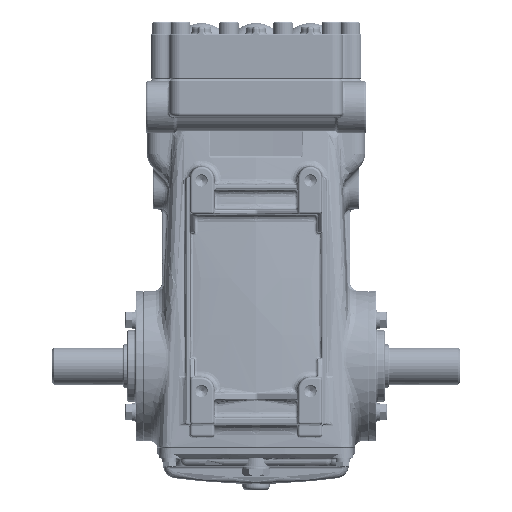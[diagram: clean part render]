
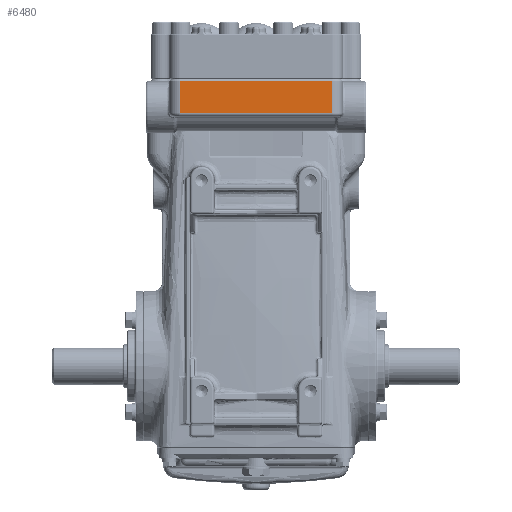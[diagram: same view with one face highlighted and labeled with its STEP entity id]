
A CAD part, front view. The second image highlights one B-rep face of the part: STEP entity #6480.
In plain terms, the highlighted planar face has unit normal (0, -1, 0).
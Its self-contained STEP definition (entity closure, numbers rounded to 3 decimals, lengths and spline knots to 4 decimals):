
#5974 = AXIS2_PLACEMENT_3D ( 'NONE', #14744, #213174, #103735 ) ;
#6480 = ADVANCED_FACE ( 'NONE', ( #102558 ), #197517, .T. ) ;
#8148 = EDGE_CURVE ( 'NONE', #118066, #117463, #169460, .T. ) ;
#14744 = CARTESIAN_POINT ( 'NONE',  ( 2.4016, -3.4252, 7.9331 ) ) ;
#16702 = DIRECTION ( 'NONE',  ( 1., 0., 0. ) ) ;
#20381 = CARTESIAN_POINT ( 'NONE',  ( 2.4016, -3.4252, 7.9331 ) ) ;
#31063 = ORIENTED_EDGE ( 'NONE', *, *, #229270, .T. ) ;
#32928 = EDGE_CURVE ( 'NONE', #63939, #117463, #53427, .T. ) ;
#39734 = CARTESIAN_POINT ( 'NONE',  ( 2.4016, -3.4252, 8.0512 ) ) ;
#43508 = VECTOR ( 'NONE', #16702, 39.3701 ) ;
#53427 = LINE ( 'NONE', #88352, #198992 ) ;
#57636 = LINE ( 'NONE', #20381, #160607 ) ;
#63939 = VERTEX_POINT ( 'NONE', #187990 ) ;
#88352 = CARTESIAN_POINT ( 'NONE',  ( -2.4016, -3.4252, 7.9331 ) ) ;
#102558 = FACE_OUTER_BOUND ( 'NONE', #206794, .T. ) ;
#103735 = DIRECTION ( 'NONE',  ( 0., 0., -1. ) ) ;
#104540 = CARTESIAN_POINT ( 'NONE',  ( 2.4016, -3.4252, 8.0512 ) ) ;
#117115 = ORIENTED_EDGE ( 'NONE', *, *, #8148, .T. ) ;
#117463 = VERTEX_POINT ( 'NONE', #123638 ) ;
#118066 = VERTEX_POINT ( 'NONE', #161184 ) ;
#123381 = ORIENTED_EDGE ( 'NONE', *, *, #214860, .T. ) ;
#123638 = CARTESIAN_POINT ( 'NONE',  ( -2.4016, -3.4252, 9.0748 ) ) ;
#127455 = DIRECTION ( 'NONE',  ( 0., 0., 1. ) ) ;
#160607 = VECTOR ( 'NONE', #127455, 39.3701 ) ;
#161184 = CARTESIAN_POINT ( 'NONE',  ( 2.4016, -3.4252, 9.0748 ) ) ;
#161649 = DIRECTION ( 'NONE',  ( 0., 0., 1. ) ) ;
#168249 = DIRECTION ( 'NONE',  ( -1., 0., 0. ) ) ;
#169460 = LINE ( 'NONE', #171821, #198270 ) ;
#171821 = CARTESIAN_POINT ( 'NONE',  ( 2.4016, -3.4252, 9.0748 ) ) ;
#180273 = LINE ( 'NONE', #104540, #43508 ) ;
#187990 = CARTESIAN_POINT ( 'NONE',  ( -2.4016, -3.4252, 8.0512 ) ) ;
#197517 = PLANE ( 'NONE',  #5974 ) ;
#198270 = VECTOR ( 'NONE', #168249, 39.3701 ) ;
#198992 = VECTOR ( 'NONE', #161649, 39.3701 ) ;
#206794 = EDGE_LOOP ( 'NONE', ( #123381, #117115, #222613, #31063 ) ) ;
#213174 = DIRECTION ( 'NONE',  ( 0., -1., 0. ) ) ;
#214860 = EDGE_CURVE ( 'NONE', #237716, #118066, #57636, .T. ) ;
#222613 = ORIENTED_EDGE ( 'NONE', *, *, #32928, .F. ) ;
#229270 = EDGE_CURVE ( 'NONE', #63939, #237716, #180273, .T. ) ;
#237716 = VERTEX_POINT ( 'NONE', #39734 ) ;
